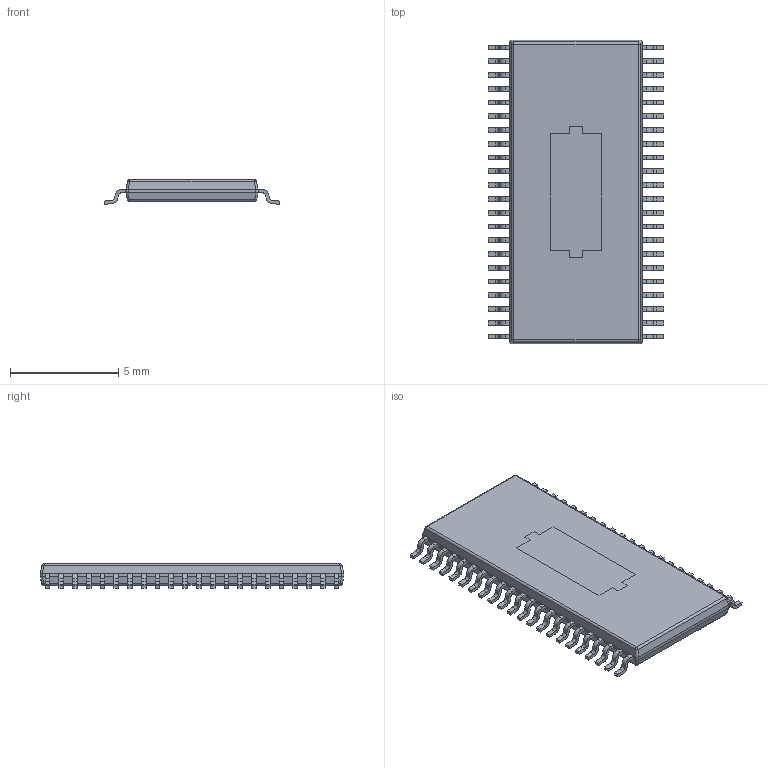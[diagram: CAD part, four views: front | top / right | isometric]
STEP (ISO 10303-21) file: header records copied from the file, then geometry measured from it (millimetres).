
FILE_DESCRIPTION((''),'2;1');
FILE_NAME('DDV0044C_ASM','2021-08-25T14:25:32',('a0412086'),(''),'CREO PARAMETRIC BY PTC INC, 2018500','CREO PARAMETRIC BY PTC INC, 2018500','');
FILE_SCHEMA(('CONFIG_CONTROL_DESIGN','SHAPE_APPEARANCE_LAYERS_GROUPS'));
Length unit declared in the file: millimetre
Products named in the file (4): BODY-TSSOP; LEAD-TSSOP; DAP; DDV0044C_ASM
Assembly tree (46 placements, depth 2):
  DDV0044C_ASM
    BODY-TSSOP
    LEAD-TSSOP  x44
    DAP
Bounding box: 8.1 x 14 x 1.13 mm (x, y, z)
Volume: 85.6 mm3; surface area: 278.6 mm2
Topology: 46 solids, 46 shells, 685 faces, 1752 edges, 1160 vertices
Faces by surface type: plane 481, cylinder 196, sphere 8
Entity records: 3557 total; most frequent: CARTESIAN_POINT 557, DIRECTION 478, ORIENTED_EDGE 408, PRESENTATION_STYLE_ASSIGNMENT 207, STYLED_ITEM 207, CURVE_STYLE 204, EDGE_CURVE 204, AXIS2_PLACEMENT_3D 165
